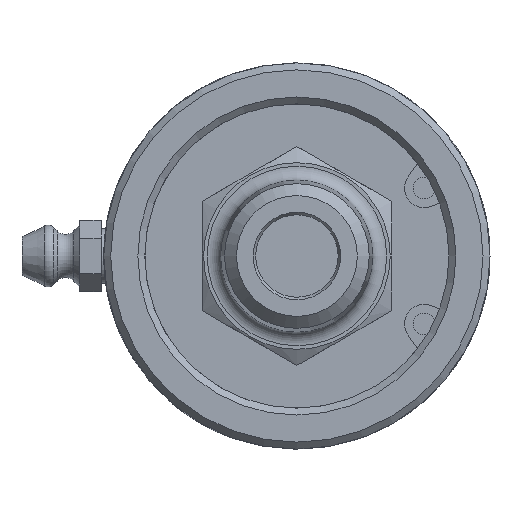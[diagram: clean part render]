
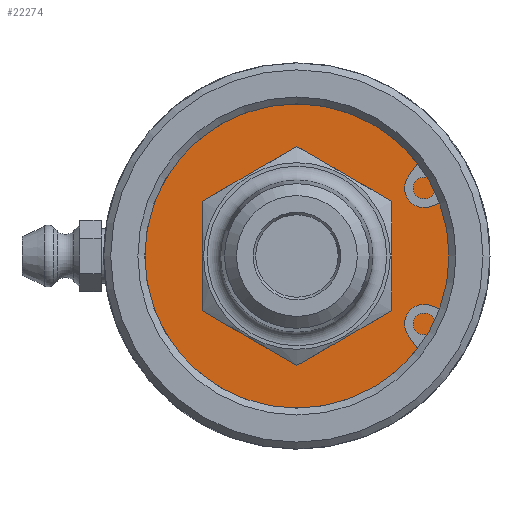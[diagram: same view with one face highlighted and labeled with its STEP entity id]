
A CAD part, left-side view. The second image highlights one B-rep face of the part: STEP entity #22274.
In plain terms, the highlighted planar face has unit normal (-1, 0, 0).
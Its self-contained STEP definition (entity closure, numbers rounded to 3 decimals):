
#3051=FACE_BOUND('',#5496,.T.);
#4188=FACE_OUTER_BOUND('',#5495,.T.);
#5495=EDGE_LOOP('',(#20398));
#5496=EDGE_LOOP('',(#20399));
#6335=CIRCLE('',#23764,8.5);
#6380=CIRCLE('',#23853,18.59);
#11041=VERTEX_POINT('',#51454);
#11095=VERTEX_POINT('',#52379);
#14104=EDGE_CURVE('',#11041,#11041,#6335,.T.);
#14211=EDGE_CURVE('',#11095,#11095,#6380,.T.);
#20398=ORIENTED_EDGE('',*,*,#14211,.F.);
#20399=ORIENTED_EDGE('',*,*,#14104,.T.);
#21107=PLANE('',#23852);
#22274=ADVANCED_FACE('',(#4188,#3051),#21107,.T.);
#23764=AXIS2_PLACEMENT_3D('',#51456,#27993,#27994);
#23852=AXIS2_PLACEMENT_3D('',#52378,#28193,#28194);
#23853=AXIS2_PLACEMENT_3D('',#52380,#28195,#28196);
#27993=DIRECTION('center_axis',(1.,0.,0.));
#27994=DIRECTION('ref_axis',(0.,-1.,0.));
#28193=DIRECTION('center_axis',(-1.,0.,0.));
#28194=DIRECTION('ref_axis',(0.,0.,1.));
#28195=DIRECTION('center_axis',(1.,0.,0.));
#28196=DIRECTION('ref_axis',(0.,1.,0.));
#51454=CARTESIAN_POINT('',(3.76,8.5,0.));
#51456=CARTESIAN_POINT('Origin',(3.76,0.,0.));
#52378=CARTESIAN_POINT('Origin',(3.76,9.295,0.));
#52379=CARTESIAN_POINT('',(3.76,-18.59,0.));
#52380=CARTESIAN_POINT('Origin',(3.76,0.,0.));
